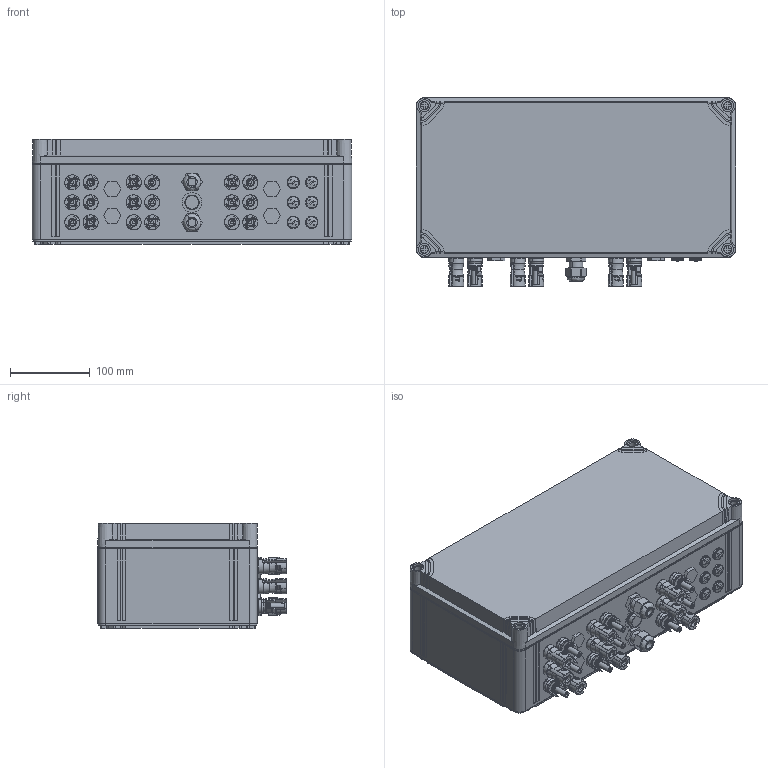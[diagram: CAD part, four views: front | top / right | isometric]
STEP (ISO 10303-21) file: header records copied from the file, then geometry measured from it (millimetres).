
FILE_DESCRIPTION(('CATIA V5 STEP Exchange','CAx-IF Rec.Pracs.--- Model Styling and Organization---1.5--- 2016-08-15','CAx-IF Rec.Pracs.---Supplemental Geometry---1.0---2011-11-01','CAx-IF Rec.Pracs.--- Composite Materials ---1.1---2010-07-15'),'2;1');
FILE_NAME ('D1683201_0', '2025-12-04T06:04:14+00:00', ('none'), ('Weidmueller'), 'CATIA Version 5-6 Release 2024 SP4', 'CATIA V5 STEP AP214 v3', 'none');
FILE_SCHEMA(('AUTOMOTIVE_DESIGN { 1 0 10303 214 1 1 1 1 }'));
Products named in the file (1): S3D_PVN_2I_1O_3MPP_SDPxR_CG_11
Bounding box: 400 x 236.03 x 132 mm (x, y, z)
Volume: 10320622.9 mm3; surface area: 395081.4 mm2
Topology: 1 solids, 1 shells, 2092 faces, 6682 edges, 4745 vertices
Faces by surface type: plane 987, cylinder 624, torus 214, bspline 157, cone 50, extrusion 48, sphere 12
Entity records: 92035 total; most frequent: CARTESIAN_POINT 35539, ORIENTED_EDGE 13360, DIRECTION 7962, EDGE_CURVE 6680, VERTEX_POINT 4745, AXIS2_PLACEMENT_3D 3471, VECTOR 2808, LINE 2760
